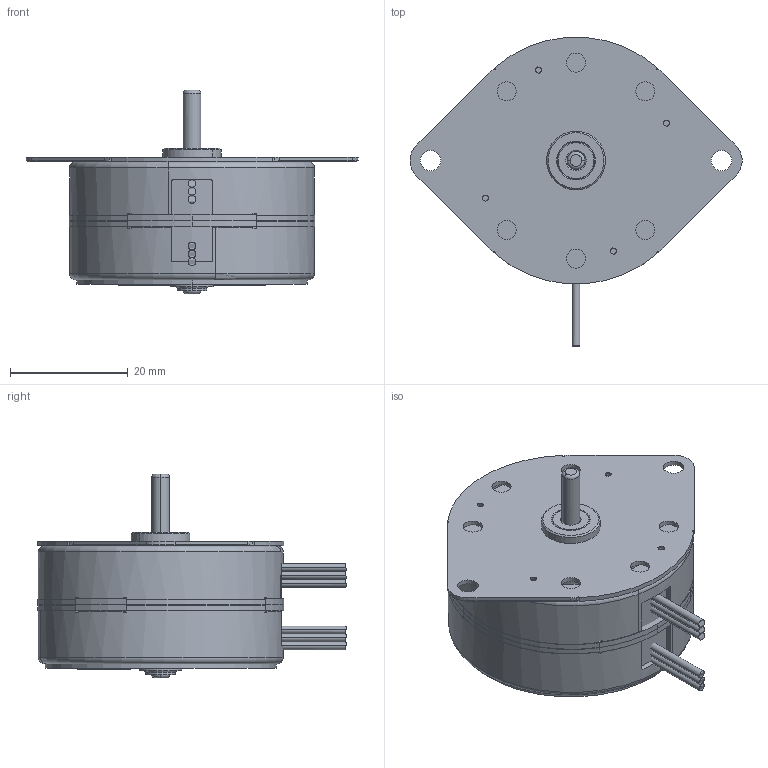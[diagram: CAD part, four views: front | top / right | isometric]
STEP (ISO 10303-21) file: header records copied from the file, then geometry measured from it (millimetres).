
FILE_DESCRIPTION((''),'2;1');
FILE_NAME('42L048D2B_ASM','2015-10-26T',('sandip.dhanwate'),(''),'PRO/ENGINEER BY PARAMETRIC TECHNOLOGY CORPORATION, 2014310','PRO/ENGINEER BY PARAMETRIC TECHNOLOGY CORPORATION, 2014310','');
FILE_SCHEMA(('CONFIG_CONTROL_DESIGN'));
Length unit declared in the file: inch
Products named in the file (17): 150-5029-001_1; 053-5128-001_1; 584-5214-001_ASM_1_ASM; 012-5041-002_1; 584-5206-001_ASM_1_ASM; 230-0067_1; 534-5136-001_ASM_2_ASM; 190-6012-001_1; 596-5211-001_ASM_2_ASM; 149-5108-001_1; 585-5326-001_ASM_1_ASM; 585-5325-001_ASM_1_ASM; 059-5520_1; 053-5127-001_1; PRT0003_1; 42L048D_ASM_2_ASM; 42L048D2B_ASM
Assembly tree (22 placements, depth 5):
  42L048D2B_ASM
    42L048D_ASM_2_ASM
      584-5206-001_ASM_1_ASM
        584-5214-001_ASM_1_ASM
          150-5029-001_1
          053-5128-001_1
        012-5041-002_1
      534-5136-001_ASM_2_ASM  x2
        230-0067_1
      596-5211-001_ASM_2_ASM
        190-6012-001_1
      585-5325-001_ASM_1_ASM
        585-5326-001_ASM_1_ASM
          149-5108-001_1
          053-5128-001_1
        012-5041-002_1
      059-5520_1
      053-5127-001_1  x2
      PRT0003_1
Bounding box: 56.48 x 52.54 x 34.67 mm (x, y, z)
Volume: 29433.4 mm3; surface area: 19351.7 mm2
Topology: 17 solids, 17 shells, 320 faces, 828 edges, 552 vertices
Faces by surface type: plane 138, cylinder 122, cone 22, sphere 16, torus 16, extrusion 6
Entity records: 7075 total; most frequent: DIRECTION 1319, CARTESIAN_POINT 1260, ORIENTED_EDGE 1056, AXIS2_PLACEMENT_3D 545, EDGE_CURVE 528, VERTEX_POINT 352, CIRCLE 286, EDGE_LOOP 252
